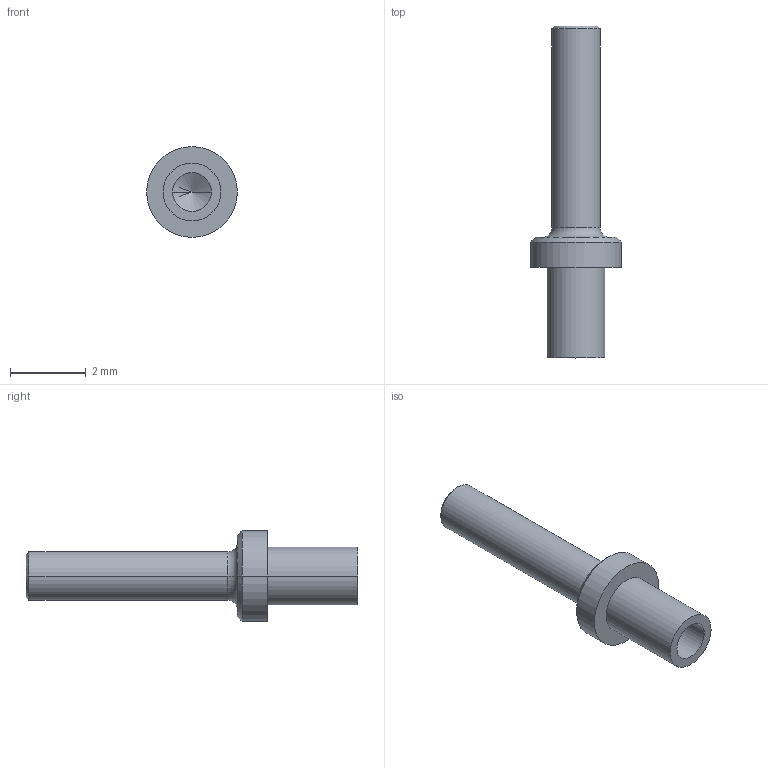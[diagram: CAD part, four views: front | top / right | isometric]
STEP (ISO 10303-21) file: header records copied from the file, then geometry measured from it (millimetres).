
FILE_DESCRIPTION (( 'STEP AP214' ), '1' );
FILE_NAME ('1361-2.STEP', '2007-12-19T14:14:40', ( 'Richard Maletta' ), ( '' ), 'SwSTEP 2.0', 'SolidWorks 2007', '' );
FILE_SCHEMA (( 'AUTOMOTIVE_DESIGN' ));
Length unit declared in the file: inch
Products named in the file (1): 1361-2
Bounding box: 2.39 x 8.74 x 2.39 mm (x, y, z)
Volume: 13.4 mm3; surface area: 53.2 mm2
Topology: 1 solids, 1 shells, 20 faces, 40 edges, 23 vertices
Faces by surface type: cylinder 8, cone 6, plane 4, torus 2
Entity records: 537 total; most frequent: DIRECTION 104, CARTESIAN_POINT 82, ORIENTED_EDGE 76, AXIS2_PLACEMENT_3D 45, EDGE_CURVE 38, CIRCLE 24, EDGE_LOOP 23, VERTEX_POINT 23
